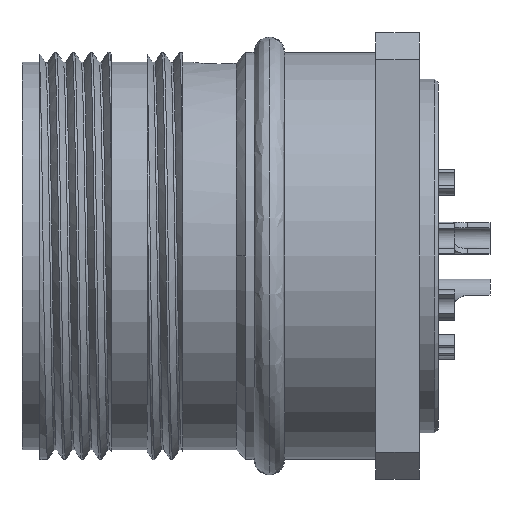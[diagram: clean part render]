
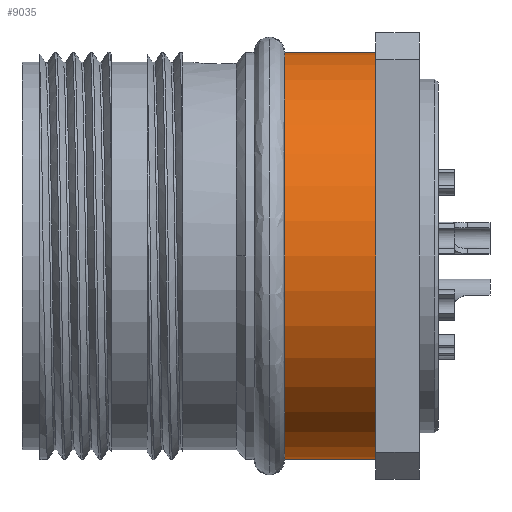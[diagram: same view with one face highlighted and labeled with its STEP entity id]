
A CAD part, front view. The second image highlights one B-rep face of the part: STEP entity #9035.
In plain terms, the highlighted cylindrical face has radius 11.4 mm (diameter 22.8 mm), a partial arc.
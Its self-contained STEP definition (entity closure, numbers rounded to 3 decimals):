
#89 = CIRCLE ( 'NONE', #7631, 11.4 ) ;
#299 = FACE_OUTER_BOUND ( 'NONE', #6533, .T. ) ;
#576 = VERTEX_POINT ( 'NONE', #6521 ) ;
#675 = DIRECTION ( 'NONE',  ( -1., 0., 0. ) ) ;
#744 = CARTESIAN_POINT ( 'NONE',  ( 0., 0., -11.4 ) ) ;
#1486 = DIRECTION ( 'NONE',  ( -1., 0., 0. ) ) ;
#1800 = EDGE_CURVE ( 'NONE', #576, #7596, #3721, .T. ) ;
#2135 = EDGE_CURVE ( 'NONE', #4946, #8919, #4902, .T. ) ;
#2383 = CARTESIAN_POINT ( 'NONE',  ( 14.7, 0., 0. ) ) ;
#2396 = VECTOR ( 'NONE', #1486, 1000. ) ;
#3230 = DIRECTION ( 'NONE',  ( 0., 0., 1. ) ) ;
#3721 = LINE ( 'NONE', #744, #10038 ) ;
#4098 = DIRECTION ( 'NONE',  ( 0., 0., 1. ) ) ;
#4322 = CYLINDRICAL_SURFACE ( 'NONE', #9774, 11.4 ) ;
#4366 = DIRECTION ( 'NONE',  ( -1., 0., 0. ) ) ;
#4902 = LINE ( 'NONE', #9177, #2396 ) ;
#4940 = CARTESIAN_POINT ( 'NONE',  ( 0., 0., 0. ) ) ;
#4946 = VERTEX_POINT ( 'NONE', #8762 ) ;
#5422 = ORIENTED_EDGE ( 'NONE', *, *, #7686, .T. ) ;
#5481 = CARTESIAN_POINT ( 'NONE',  ( 14.7, 0., 11.4 ) ) ;
#5577 = ORIENTED_EDGE ( 'NONE', *, *, #2135, .T. ) ;
#6521 = CARTESIAN_POINT ( 'NONE',  ( 19.8, 0., -11.4 ) ) ;
#6533 = EDGE_LOOP ( 'NONE', ( #9627, #5422, #5577, #7720 ) ) ;
#6617 = DIRECTION ( 'NONE',  ( -1., 0., 0. ) ) ;
#6705 = CIRCLE ( 'NONE', #9062, 11.4 ) ;
#6753 = CARTESIAN_POINT ( 'NONE',  ( 14.7, 0., -11.4 ) ) ;
#7596 = VERTEX_POINT ( 'NONE', #6753 ) ;
#7631 = AXIS2_PLACEMENT_3D ( 'NONE', #9344, #4366, #10124 ) ;
#7686 = EDGE_CURVE ( 'NONE', #576, #4946, #89, .T. ) ;
#7720 = ORIENTED_EDGE ( 'NONE', *, *, #7950, .F. ) ;
#7950 = EDGE_CURVE ( 'NONE', #7596, #8919, #6705, .T. ) ;
#8290 = DIRECTION ( 'NONE',  ( -1., 0., 0. ) ) ;
#8762 = CARTESIAN_POINT ( 'NONE',  ( 19.8, 0., 11.4 ) ) ;
#8919 = VERTEX_POINT ( 'NONE', #5481 ) ;
#9035 = ADVANCED_FACE ( 'NONE', ( #299 ), #4322, .T. ) ;
#9062 = AXIS2_PLACEMENT_3D ( 'NONE', #2383, #8290, #3230 ) ;
#9177 = CARTESIAN_POINT ( 'NONE',  ( 0., 0., 11.4 ) ) ;
#9344 = CARTESIAN_POINT ( 'NONE',  ( 19.8, 0., 0. ) ) ;
#9627 = ORIENTED_EDGE ( 'NONE', *, *, #1800, .F. ) ;
#9774 = AXIS2_PLACEMENT_3D ( 'NONE', #4940, #6617, #4098 ) ;
#10038 = VECTOR ( 'NONE', #675, 1000. ) ;
#10124 = DIRECTION ( 'NONE',  ( 0., 0., 1. ) ) ;
